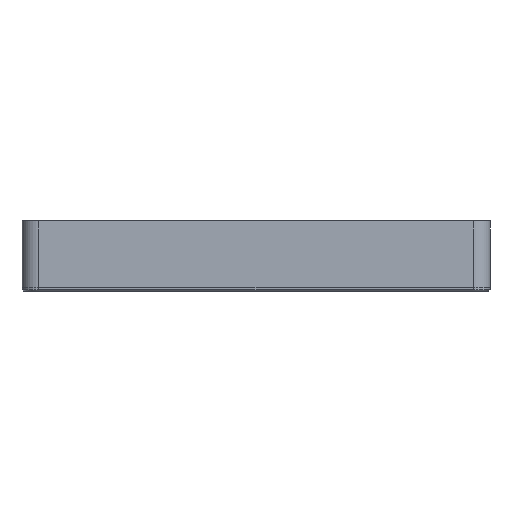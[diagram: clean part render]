
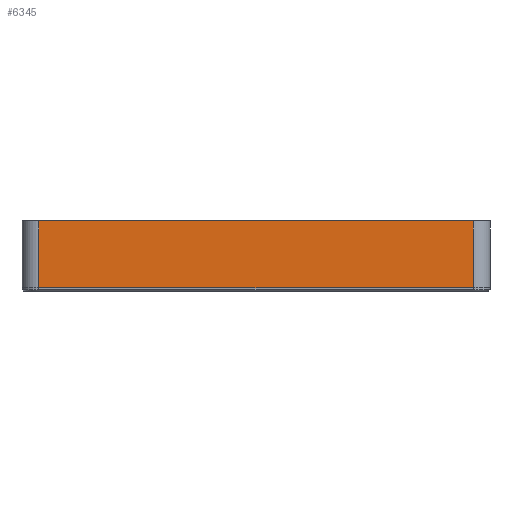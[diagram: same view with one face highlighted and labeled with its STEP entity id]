
A CAD part, front view. The second image highlights one B-rep face of the part: STEP entity #6345.
In plain terms, the highlighted planar face has unit normal (0, -1, 0).
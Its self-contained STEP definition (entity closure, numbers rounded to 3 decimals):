
#2575 = PLANE('',#2576);
#2576 = AXIS2_PLACEMENT_3D('',#2577,#2578,#2579);
#2577 = CARTESIAN_POINT('',(0.194,16.977,21.));
#2578 = DIRECTION('',(0.,0.,1.));
#2579 = DIRECTION('',(1.,0.,0.));
#4252 = VERTEX_POINT('',#4253);
#4253 = CARTESIAN_POINT('',(-65.,-50.,21.));
#4268 = CYLINDRICAL_SURFACE('',#4269,5.);
#4269 = AXIS2_PLACEMENT_3D('',#4270,#4271,#4272);
#4270 = CARTESIAN_POINT('',(-65.,-45.,1.));
#4271 = DIRECTION('',(-0.,-0.,-1.));
#4272 = DIRECTION('',(1.,0.,0.));
#4280 = EDGE_CURVE('',#4252,#4281,#4283,.T.);
#4281 = VERTEX_POINT('',#4282);
#4282 = CARTESIAN_POINT('',(65.,-50.,21.));
#4283 = SURFACE_CURVE('',#4284,(#4288,#4295),.PCURVE_S1.);
#4284 = LINE('',#4285,#4286);
#4285 = CARTESIAN_POINT('',(-65.,-50.,21.));
#4286 = VECTOR('',#4287,1.);
#4287 = DIRECTION('',(1.,0.,0.));
#4288 = PCURVE('',#2575,#4289);
#4289 = DEFINITIONAL_REPRESENTATION('',(#4290),#4294);
#4290 = LINE('',#4291,#4292);
#4291 = CARTESIAN_POINT('',(-65.194,-66.977));
#4292 = VECTOR('',#4293,1.);
#4293 = DIRECTION('',(1.,0.));
#4294 = ( GEOMETRIC_REPRESENTATION_CONTEXT(2) 
PARAMETRIC_REPRESENTATION_CONTEXT() REPRESENTATION_CONTEXT('2D SPACE',''
  ) );
#4295 = PCURVE('',#4296,#4301);
#4296 = PLANE('',#4297);
#4297 = AXIS2_PLACEMENT_3D('',#4298,#4299,#4300);
#4298 = CARTESIAN_POINT('',(-65.,-50.,1.));
#4299 = DIRECTION('',(0.,1.,0.));
#4300 = DIRECTION('',(1.,0.,0.));
#4301 = DEFINITIONAL_REPRESENTATION('',(#4302),#4306);
#4302 = LINE('',#4303,#4304);
#4303 = CARTESIAN_POINT('',(0.,-20.));
#4304 = VECTOR('',#4305,1.);
#4305 = DIRECTION('',(1.,0.));
#4306 = ( GEOMETRIC_REPRESENTATION_CONTEXT(2) 
PARAMETRIC_REPRESENTATION_CONTEXT() REPRESENTATION_CONTEXT('2D SPACE',''
  ) );
#4325 = CYLINDRICAL_SURFACE('',#4326,5.);
#4326 = AXIS2_PLACEMENT_3D('',#4327,#4328,#4329);
#4327 = CARTESIAN_POINT('',(65.,-45.,1.));
#4328 = DIRECTION('',(-0.,-0.,-1.));
#4329 = DIRECTION('',(1.,0.,0.));
#5263 = PLANE('',#5264);
#5264 = AXIS2_PLACEMENT_3D('',#5265,#5266,#5267);
#5265 = CARTESIAN_POINT('',(-65.,-50.,0.));
#5266 = DIRECTION('',(0.,1.,0.));
#5267 = DIRECTION('',(1.,0.,0.));
#6301 = EDGE_CURVE('',#6302,#4252,#6304,.T.);
#6302 = VERTEX_POINT('',#6303);
#6303 = CARTESIAN_POINT('',(-65.,-50.,1.));
#6304 = SURFACE_CURVE('',#6305,(#6309,#6316),.PCURVE_S1.);
#6305 = LINE('',#6306,#6307);
#6306 = CARTESIAN_POINT('',(-65.,-50.,1.));
#6307 = VECTOR('',#6308,1.);
#6308 = DIRECTION('',(0.,0.,1.));
#6309 = PCURVE('',#4268,#6310);
#6310 = DEFINITIONAL_REPRESENTATION('',(#6311),#6315);
#6311 = LINE('',#6312,#6313);
#6312 = CARTESIAN_POINT('',(-4.712,0.));
#6313 = VECTOR('',#6314,1.);
#6314 = DIRECTION('',(-0.,-1.));
#6315 = ( GEOMETRIC_REPRESENTATION_CONTEXT(2) 
PARAMETRIC_REPRESENTATION_CONTEXT() REPRESENTATION_CONTEXT('2D SPACE',''
  ) );
#6316 = PCURVE('',#4296,#6317);
#6317 = DEFINITIONAL_REPRESENTATION('',(#6318),#6322);
#6318 = LINE('',#6319,#6320);
#6319 = CARTESIAN_POINT('',(0.,0.));
#6320 = VECTOR('',#6321,1.);
#6321 = DIRECTION('',(0.,-1.));
#6322 = ( GEOMETRIC_REPRESENTATION_CONTEXT(2) 
PARAMETRIC_REPRESENTATION_CONTEXT() REPRESENTATION_CONTEXT('2D SPACE',''
  ) );
#6345 = ADVANCED_FACE('',(#6346),#4296,.F.);
#6346 = FACE_BOUND('',#6347,.F.);
#6347 = EDGE_LOOP('',(#6348,#6349,#6350,#6373));
#6348 = ORIENTED_EDGE('',*,*,#6301,.T.);
#6349 = ORIENTED_EDGE('',*,*,#4280,.T.);
#6350 = ORIENTED_EDGE('',*,*,#6351,.F.);
#6351 = EDGE_CURVE('',#6352,#4281,#6354,.T.);
#6352 = VERTEX_POINT('',#6353);
#6353 = CARTESIAN_POINT('',(65.,-50.,1.));
#6354 = SURFACE_CURVE('',#6355,(#6359,#6366),.PCURVE_S1.);
#6355 = LINE('',#6356,#6357);
#6356 = CARTESIAN_POINT('',(65.,-50.,1.));
#6357 = VECTOR('',#6358,1.);
#6358 = DIRECTION('',(0.,0.,1.));
#6359 = PCURVE('',#4296,#6360);
#6360 = DEFINITIONAL_REPRESENTATION('',(#6361),#6365);
#6361 = LINE('',#6362,#6363);
#6362 = CARTESIAN_POINT('',(130.,0.));
#6363 = VECTOR('',#6364,1.);
#6364 = DIRECTION('',(0.,-1.));
#6365 = ( GEOMETRIC_REPRESENTATION_CONTEXT(2) 
PARAMETRIC_REPRESENTATION_CONTEXT() REPRESENTATION_CONTEXT('2D SPACE',''
  ) );
#6366 = PCURVE('',#4325,#6367);
#6367 = DEFINITIONAL_REPRESENTATION('',(#6368),#6372);
#6368 = LINE('',#6369,#6370);
#6369 = CARTESIAN_POINT('',(-4.712,0.));
#6370 = VECTOR('',#6371,1.);
#6371 = DIRECTION('',(-0.,-1.));
#6372 = ( GEOMETRIC_REPRESENTATION_CONTEXT(2) 
PARAMETRIC_REPRESENTATION_CONTEXT() REPRESENTATION_CONTEXT('2D SPACE',''
  ) );
#6373 = ORIENTED_EDGE('',*,*,#6374,.F.);
#6374 = EDGE_CURVE('',#6302,#6352,#6375,.T.);
#6375 = SURFACE_CURVE('',#6376,(#6380,#6387),.PCURVE_S1.);
#6376 = LINE('',#6377,#6378);
#6377 = CARTESIAN_POINT('',(-65.,-50.,1.));
#6378 = VECTOR('',#6379,1.);
#6379 = DIRECTION('',(1.,0.,0.));
#6380 = PCURVE('',#4296,#6381);
#6381 = DEFINITIONAL_REPRESENTATION('',(#6382),#6386);
#6382 = LINE('',#6383,#6384);
#6383 = CARTESIAN_POINT('',(0.,0.));
#6384 = VECTOR('',#6385,1.);
#6385 = DIRECTION('',(1.,0.));
#6386 = ( GEOMETRIC_REPRESENTATION_CONTEXT(2) 
PARAMETRIC_REPRESENTATION_CONTEXT() REPRESENTATION_CONTEXT('2D SPACE',''
  ) );
#6387 = PCURVE('',#5263,#6388);
#6388 = DEFINITIONAL_REPRESENTATION('',(#6389),#6393);
#6389 = LINE('',#6390,#6391);
#6390 = CARTESIAN_POINT('',(0.,-1.));
#6391 = VECTOR('',#6392,1.);
#6392 = DIRECTION('',(1.,0.));
#6393 = ( GEOMETRIC_REPRESENTATION_CONTEXT(2) 
PARAMETRIC_REPRESENTATION_CONTEXT() REPRESENTATION_CONTEXT('2D SPACE',''
  ) );
